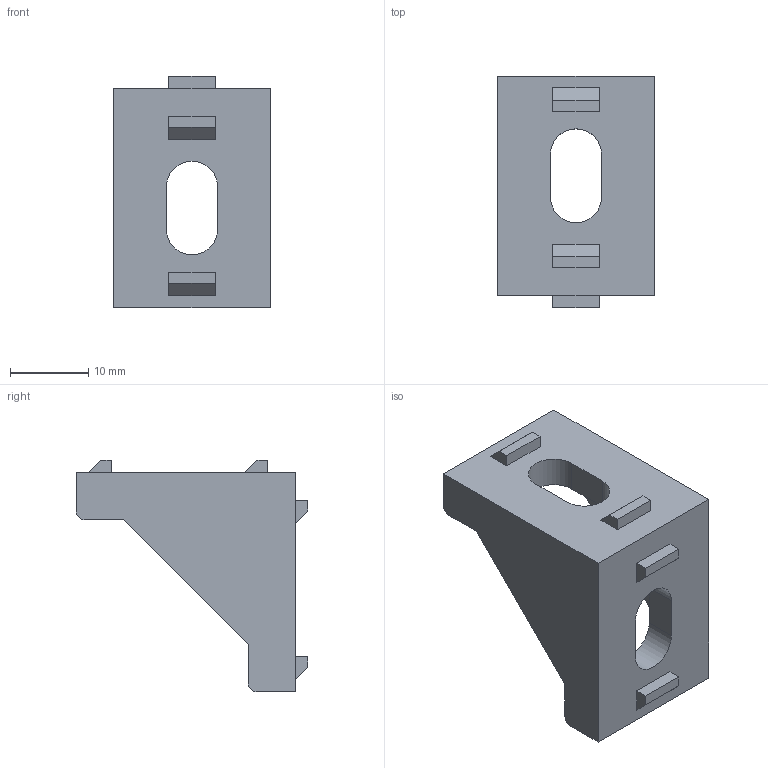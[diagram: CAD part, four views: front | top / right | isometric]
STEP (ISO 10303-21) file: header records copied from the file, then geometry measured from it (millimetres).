
FILE_DESCRIPTION(/* description */ (''),/* implementation_level */ '2;1');
FILE_NAME(/* name */ '2020 Corner Bracket v1.step',/* time_stamp */ '2019-05-07T09:59:39-07:00',/* author */ ('rowiac'),/* organization */ (''),/* preprocessor_version */ 'ST-DEVELOPER v18',/* originating_system */ 'Autodesk Translation Framework v8.2.0.1029',/* authorisation */ '');
FILE_SCHEMA (('AUTOMOTIVE_DESIGN { 1 0 10303 214 3 1 1 }'));
Length unit declared in the file: millimetre
Products named in the file (1): 2020 Corner Bracket
Bounding box: 20 x 29.6 x 29.6 mm (x, y, z)
Volume: 4790.9 mm3; surface area: 3541.2 mm2
Topology: 1 solids, 1 shells, 48 faces, 126 edges, 84 vertices
Faces by surface type: plane 40, cylinder 8
Entity records: 1514 total; most frequent: CARTESIAN_POINT 259, ORIENTED_EDGE 252, DIRECTION 240, EDGE_CURVE 126, LINE 110, VECTOR 110, VERTEX_POINT 84, AXIS2_PLACEMENT_3D 65
